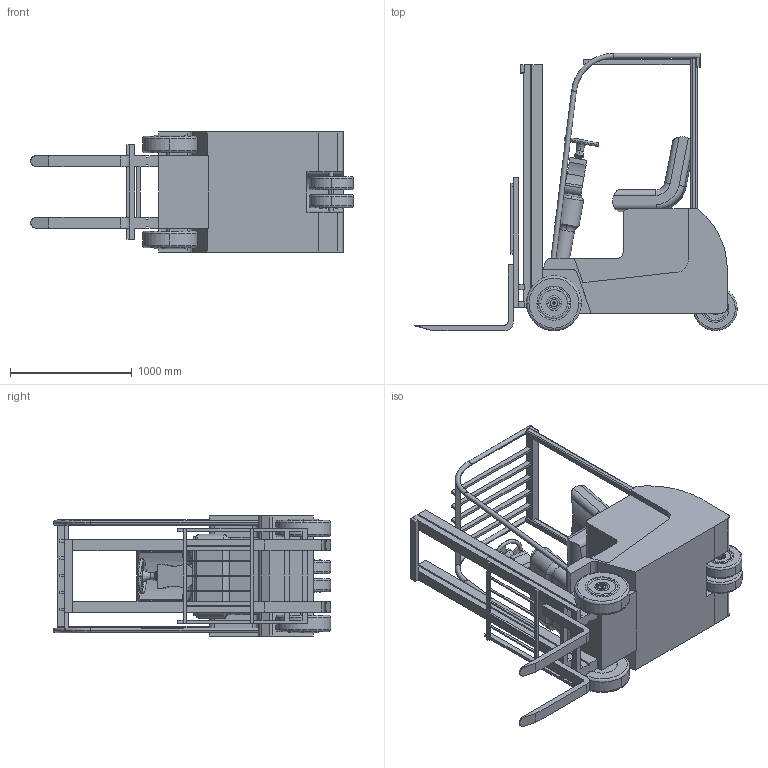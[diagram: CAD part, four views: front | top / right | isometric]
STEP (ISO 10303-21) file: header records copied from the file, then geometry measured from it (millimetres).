
FILE_DESCRIPTION(('STEP AP214'),'1');
FILE_NAME('forklift_2610x2264x986_minimum_height_green.stp','2018-01-02T16:20:07',('TraceParts'),('TraceParts S.A.'),'Spatial InterOp 3D',' ',' ');
FILE_SCHEMA(('automotive_design'));
Length unit declared in the file: millimetre
Products named in the file (1): forklift_2610x2264x986_minimum_height_green
Bounding box: 2648.57 x 2277.82 x 986.15 mm (x, y, z)
Volume: 1163569754.1 mm3; surface area: 16162991.2 mm2
Topology: 1 solids, 1 shells, 494 faces, 1474 edges, 974 vertices
Faces by surface type: plane 266, cylinder 148, torus 77, sphere 3
Entity records: 23923 total; most frequent: CARTESIAN_POINT 6266, ORIENTED_EDGE 2932, DIRECTION 2892, EDGE_CURVE 1466, AXIS2_PLACEMENT_3D 1018, VERTEX_POINT 974, LINE 856, VECTOR 856
